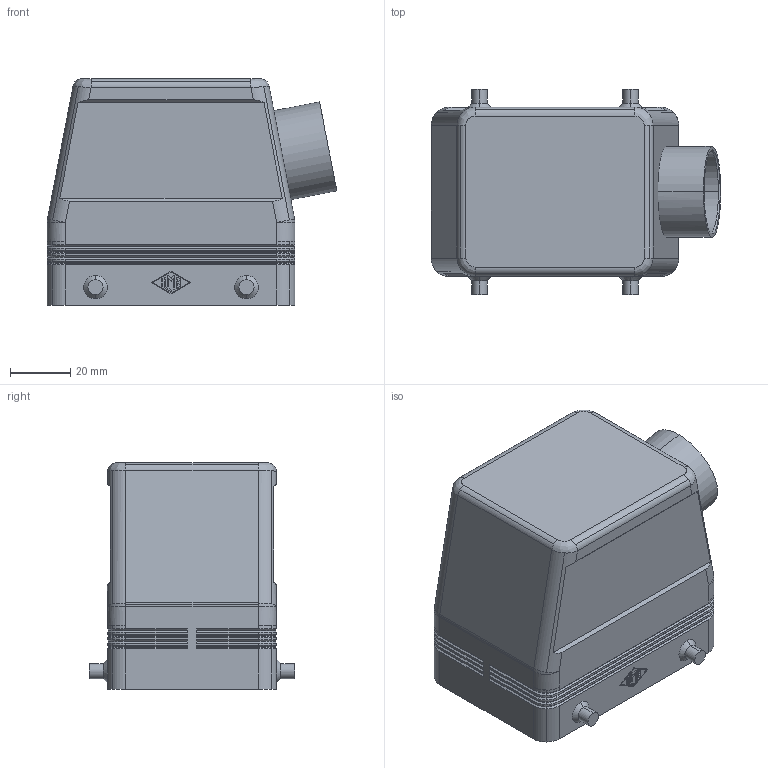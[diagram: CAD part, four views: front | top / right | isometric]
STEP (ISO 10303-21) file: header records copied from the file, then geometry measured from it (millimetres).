
FILE_DESCRIPTION((''),'2;1');
FILE_NAME('CAO 50.21.stp','2006-12-13T08:17:28',('gembarski'),(''),'Autodesk Inventor 7','Autodesk Inventor 7','');
FILE_SCHEMA(('AUTOMOTIVE_DESIGN { 1 0 10303 214 1 1 1 1 }'));
Length unit declared in the file: millimetre
Products named in the file (1): CAO 50.21
Bounding box: 95.9 x 68 x 75 mm (x, y, z)
Volume: 77841.7 mm3; surface area: 48678.2 mm2
Topology: 1 solids, 1 shells, 457 faces, 1073 edges, 646 vertices
Faces by surface type: plane 169, cylinder 134, bspline 76, cone 70, torus 4, sphere 4
Entity records: 13570 total; most frequent: CARTESIAN_POINT 3089, DIRECTION 2217, ORIENTED_EDGE 2146, EDGE_CURVE 1073, AXIS2_PLACEMENT_3D 770, VECTOR 677, LINE 677, VERTEX_POINT 646
